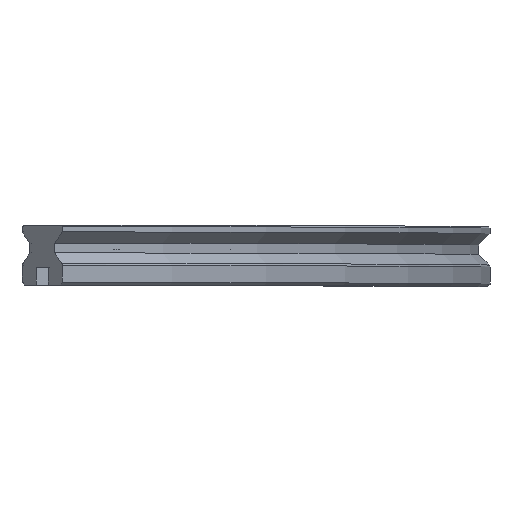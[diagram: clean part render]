
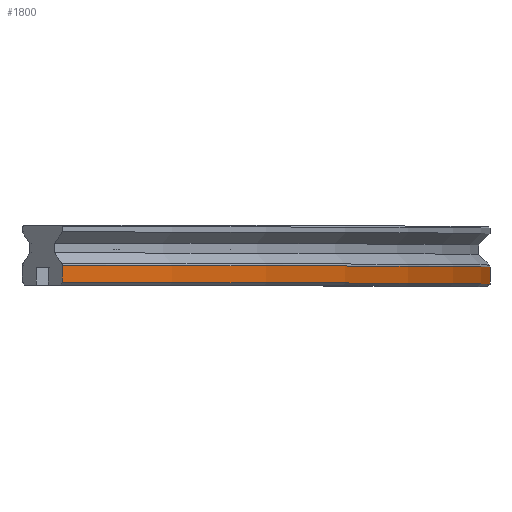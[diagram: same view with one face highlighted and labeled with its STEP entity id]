
A CAD part, top view. The second image highlights one B-rep face of the part: STEP entity #1800.
In plain terms, the highlighted cylindrical face has radius 510 mm (diameter 1020 mm), a partial arc.
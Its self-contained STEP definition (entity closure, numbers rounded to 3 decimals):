
#29 = EDGE_LOOP ( 'NONE', ( #260, #705, #772, #807 ) ) ;
#47 = VERTEX_POINT ( 'NONE', #1360 ) ;
#155 = CARTESIAN_POINT ( 'NONE',  ( -500., 6.936, 0. ) ) ;
#172 = VECTOR ( 'NONE', #367, 1000. ) ;
#247 = EDGE_CURVE ( 'NONE', #47, #532, #837, .T. ) ;
#260 = ORIENTED_EDGE ( 'NONE', *, *, #247, .F. ) ;
#356 = DIRECTION ( 'NONE',  ( 0., 1., 0. ) ) ;
#367 = DIRECTION ( 'NONE',  ( 0., 1., 0. ) ) ;
#402 = CARTESIAN_POINT ( 'NONE',  ( -139.376, 1., 360.624 ) ) ;
#456 = CARTESIAN_POINT ( 'NONE',  ( -500., 0., 0. ) ) ;
#462 = DIRECTION ( 'NONE',  ( 0.707, 0., 0.707 ) ) ;
#532 = VERTEX_POINT ( 'NONE', #802 ) ;
#655 = AXIS2_PLACEMENT_3D ( 'NONE', #155, #356, #1187 ) ;
#664 = AXIS2_PLACEMENT_3D ( 'NONE', #1168, #1054, #462 ) ;
#681 = VERTEX_POINT ( 'NONE', #977 ) ;
#705 = ORIENTED_EDGE ( 'NONE', *, *, #1545, .F. ) ;
#772 = ORIENTED_EDGE ( 'NONE', *, *, #865, .T. ) ;
#786 = CIRCLE ( 'NONE', #664, 510. ) ;
#802 = CARTESIAN_POINT ( 'NONE',  ( 10., 6.936, 0. ) ) ;
#807 = ORIENTED_EDGE ( 'NONE', *, *, #1460, .T. ) ;
#837 = CIRCLE ( 'NONE', #655, 510. ) ;
#858 = AXIS2_PLACEMENT_3D ( 'NONE', #456, #1181, #1786 ) ;
#865 = EDGE_CURVE ( 'NONE', #681, #1615, #786, .T. ) ;
#881 = CYLINDRICAL_SURFACE ( 'NONE', #858, 510. ) ;
#906 = VECTOR ( 'NONE', #1578, 1000. ) ;
#977 = CARTESIAN_POINT ( 'NONE',  ( -139.376, 1., 360.624 ) ) ;
#1054 = DIRECTION ( 'NONE',  ( 0., 1., 0. ) ) ;
#1109 = LINE ( 'NONE', #1708, #172 ) ;
#1168 = CARTESIAN_POINT ( 'NONE',  ( -500., 1., 0. ) ) ;
#1181 = DIRECTION ( 'NONE',  ( 0., 1., 0. ) ) ;
#1187 = DIRECTION ( 'NONE',  ( 0.707, 0., 0.707 ) ) ;
#1360 = CARTESIAN_POINT ( 'NONE',  ( -139.376, 6.936, 360.624 ) ) ;
#1460 = EDGE_CURVE ( 'NONE', #1615, #532, #1109, .T. ) ;
#1545 = EDGE_CURVE ( 'NONE', #681, #47, #1734, .T. ) ;
#1578 = DIRECTION ( 'NONE',  ( 0., 1., 0. ) ) ;
#1615 = VERTEX_POINT ( 'NONE', #1875 ) ;
#1666 = FACE_OUTER_BOUND ( 'NONE', #29, .T. ) ;
#1708 = CARTESIAN_POINT ( 'NONE',  ( 10., 1., 0. ) ) ;
#1734 = LINE ( 'NONE', #402, #906 ) ;
#1786 = DIRECTION ( 'NONE',  ( 0., 0., 1. ) ) ;
#1800 = ADVANCED_FACE ( 'NONE', ( #1666 ), #881, .T. ) ;
#1875 = CARTESIAN_POINT ( 'NONE',  ( 10., 1., 0. ) ) ;
